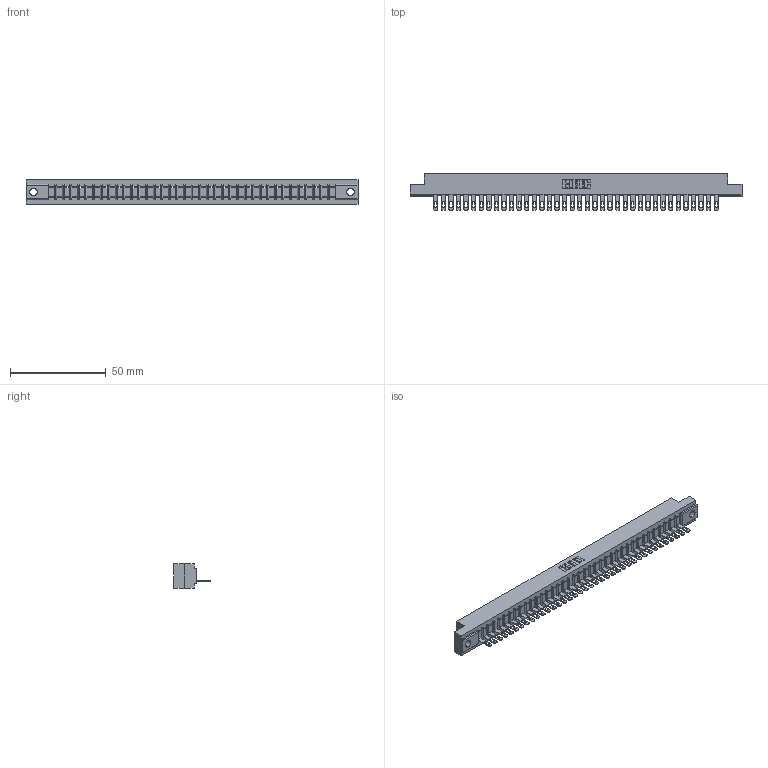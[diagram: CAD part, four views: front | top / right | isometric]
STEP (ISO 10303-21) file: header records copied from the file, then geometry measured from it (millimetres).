
FILE_DESCRIPTION (( 'STEP AP203' ), '1' );
FILE_NAME ('307-038-405-102.STEP', '2020-09-29T04:48:15', ( '' ), ( '' ), 'SwSTEP 2.0', 'SolidWorks 2020', '' );
FILE_SCHEMA (( 'CONFIG_CONTROL_DESIGN' ));
Length unit declared in the file: inch
Products named in the file (3): 307-038-405-102; 307 Part_.128 Dia Mounting Holes; 307-290-001_505
Assembly tree (39 placements, depth 2):
  307-038-405-102
    307 Part_.128 Dia Mounting Holes
    307-290-001_505  x38
Bounding box: 173.58 x 19.18 x 12.7 mm (x, y, z)
Volume: 17961 mm3; surface area: 19083.3 mm2
Topology: 39 solids, 39 shells, 2285 faces, 6479 edges, 4162 vertices
Faces by surface type: plane 1438, cylinder 769, sphere 78
Entity records: 33046 total; most frequent: CARTESIAN_POINT 5564, ORIENTED_EDGE 5550, DIRECTION 5415, EDGE_CURVE 2775, LINE 2125, VECTOR 2125, VERTEX_POINT 1794, AXIS2_PLACEMENT_3D 1645
